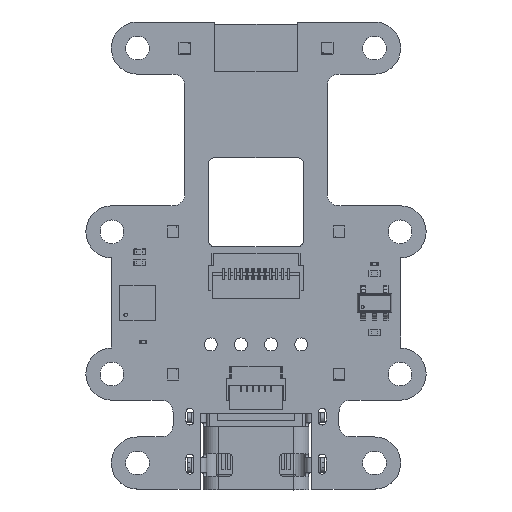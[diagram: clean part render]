
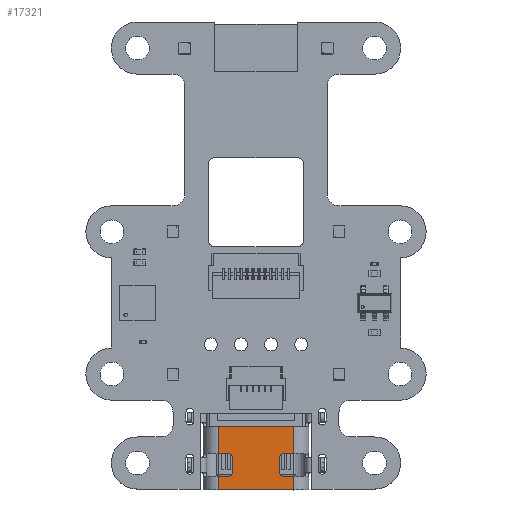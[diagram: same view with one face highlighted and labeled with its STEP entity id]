
A CAD part, top view. The second image highlights one B-rep face of the part: STEP entity #17321.
In plain terms, the highlighted face is planar.
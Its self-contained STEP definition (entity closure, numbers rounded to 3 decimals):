
#17321 = ADVANCED_FACE('',(#17322),#17456,.T.);
#17322 = FACE_BOUND('',#17323,.T.);
#17323 = EDGE_LOOP('',(#17324,#17335,#17343,#17352,#17360,#17368,#17376,
    #17384,#17392,#17401,#17409,#17418,#17426,#17434,#17442,#17450));
#17324 = ORIENTED_EDGE('',*,*,#17325,.F.);
#17325 = EDGE_CURVE('',#17326,#17328,#17330,.T.);
#17326 = VERTEX_POINT('',#17327);
#17327 = CARTESIAN_POINT('',(2.,-1.745,
    -1.4));
#17328 = VERTEX_POINT('',#17329);
#17329 = CARTESIAN_POINT('',(2.3,-1.445,
    -1.4));
#17330 = CIRCLE('',#17331,0.3);
#17331 = AXIS2_PLACEMENT_3D('',#17332,#17333,#17334);
#17332 = CARTESIAN_POINT('',(2.3,-1.745,
    -1.4));
#17333 = DIRECTION('',(0.,0.,-1.));
#17334 = DIRECTION('',(-1.,0.,0.));
#17335 = ORIENTED_EDGE('',*,*,#17336,.F.);
#17336 = EDGE_CURVE('',#17337,#17326,#17339,.T.);
#17337 = VERTEX_POINT('',#17338);
#17338 = CARTESIAN_POINT('',(2.,-3.045,
    -1.4));
#17339 = LINE('',#17340,#17341);
#17340 = CARTESIAN_POINT('',(2.,-3.045,
    -1.4));
#17341 = VECTOR('',#17342,1.);
#17342 = DIRECTION('',(0.,1.,0.));
#17343 = ORIENTED_EDGE('',*,*,#17344,.F.);
#17344 = EDGE_CURVE('',#17345,#17337,#17347,.T.);
#17345 = VERTEX_POINT('',#17346);
#17346 = CARTESIAN_POINT('',(2.3,-3.345,
    -1.4));
#17347 = CIRCLE('',#17348,0.3);
#17348 = AXIS2_PLACEMENT_3D('',#17349,#17350,#17351);
#17349 = CARTESIAN_POINT('',(2.3,-3.045,
    -1.4));
#17350 = DIRECTION('',(0.,0.,-1.));
#17351 = DIRECTION('',(1.,0.,0.));
#17352 = ORIENTED_EDGE('',*,*,#17353,.F.);
#17353 = EDGE_CURVE('',#17354,#17345,#17356,.T.);
#17354 = VERTEX_POINT('',#17355);
#17355 = CARTESIAN_POINT('',(3.17,-3.345,
    -1.4));
#17356 = LINE('',#17357,#17358);
#17357 = CARTESIAN_POINT('',(4.47,-3.345,
    -1.4));
#17358 = VECTOR('',#17359,1.);
#17359 = DIRECTION('',(-1.,0.,0.));
#17360 = ORIENTED_EDGE('',*,*,#17361,.F.);
#17361 = EDGE_CURVE('',#17362,#17354,#17364,.T.);
#17362 = VERTEX_POINT('',#17363);
#17363 = CARTESIAN_POINT('',(3.17,-4.495,
    -1.4));
#17364 = LINE('',#17365,#17366);
#17365 = CARTESIAN_POINT('',(3.17,-4.495,
    -1.4));
#17366 = VECTOR('',#17367,1.);
#17367 = DIRECTION('',(0.,1.,0.));
#17368 = ORIENTED_EDGE('',*,*,#17369,.F.);
#17369 = EDGE_CURVE('',#17370,#17362,#17372,.T.);
#17370 = VERTEX_POINT('',#17371);
#17371 = CARTESIAN_POINT('',(-3.17,-4.495,
    -1.4));
#17372 = LINE('',#17373,#17374);
#17373 = CARTESIAN_POINT('',(4.47,-4.495,
    -1.4));
#17374 = VECTOR('',#17375,1.);
#17375 = DIRECTION('',(1.,0.,0.));
#17376 = ORIENTED_EDGE('',*,*,#17377,.T.);
#17377 = EDGE_CURVE('',#17370,#17378,#17380,.T.);
#17378 = VERTEX_POINT('',#17379);
#17379 = CARTESIAN_POINT('',(-3.17,-3.345,
    -1.4));
#17380 = LINE('',#17381,#17382);
#17381 = CARTESIAN_POINT('',(-3.17,-4.495,
    -1.4));
#17382 = VECTOR('',#17383,1.);
#17383 = DIRECTION('',(0.,1.,0.));
#17384 = ORIENTED_EDGE('',*,*,#17385,.F.);
#17385 = EDGE_CURVE('',#17386,#17378,#17388,.T.);
#17386 = VERTEX_POINT('',#17387);
#17387 = CARTESIAN_POINT('',(-2.3,-3.345,
    -1.4));
#17388 = LINE('',#17389,#17390);
#17389 = CARTESIAN_POINT('',(-4.47,-3.345,
    -1.4));
#17390 = VECTOR('',#17391,1.);
#17391 = DIRECTION('',(-1.,0.,0.));
#17392 = ORIENTED_EDGE('',*,*,#17393,.F.);
#17393 = EDGE_CURVE('',#17394,#17386,#17396,.T.);
#17394 = VERTEX_POINT('',#17395);
#17395 = CARTESIAN_POINT('',(-2.,-3.045,
    -1.4));
#17396 = CIRCLE('',#17397,0.3);
#17397 = AXIS2_PLACEMENT_3D('',#17398,#17399,#17400);
#17398 = CARTESIAN_POINT('',(-2.3,-3.045,
    -1.4));
#17399 = DIRECTION('',(0.,0.,-1.));
#17400 = DIRECTION('',(-1.,0.,0.));
#17401 = ORIENTED_EDGE('',*,*,#17402,.F.);
#17402 = EDGE_CURVE('',#17403,#17394,#17405,.T.);
#17403 = VERTEX_POINT('',#17404);
#17404 = CARTESIAN_POINT('',(-2.,-1.745,
    -1.4));
#17405 = LINE('',#17406,#17407);
#17406 = CARTESIAN_POINT('',(-2.,-3.045,
    -1.4));
#17407 = VECTOR('',#17408,1.);
#17408 = DIRECTION('',(0.,-1.,0.));
#17409 = ORIENTED_EDGE('',*,*,#17410,.F.);
#17410 = EDGE_CURVE('',#17411,#17403,#17413,.T.);
#17411 = VERTEX_POINT('',#17412);
#17412 = CARTESIAN_POINT('',(-2.3,-1.445,
    -1.4));
#17413 = CIRCLE('',#17414,0.3);
#17414 = AXIS2_PLACEMENT_3D('',#17415,#17416,#17417);
#17415 = CARTESIAN_POINT('',(-2.3,-1.745,
    -1.4));
#17416 = DIRECTION('',(0.,0.,-1.));
#17417 = DIRECTION('',(1.,0.,0.));
#17418 = ORIENTED_EDGE('',*,*,#17419,.F.);
#17419 = EDGE_CURVE('',#17420,#17411,#17422,.T.);
#17420 = VERTEX_POINT('',#17421);
#17421 = CARTESIAN_POINT('',(-3.17,-1.445,
    -1.4));
#17422 = LINE('',#17423,#17424);
#17423 = CARTESIAN_POINT('',(-4.47,-1.445,
    -1.4));
#17424 = VECTOR('',#17425,1.);
#17425 = DIRECTION('',(1.,0.,0.));
#17426 = ORIENTED_EDGE('',*,*,#17427,.T.);
#17427 = EDGE_CURVE('',#17420,#17428,#17430,.T.);
#17428 = VERTEX_POINT('',#17429);
#17429 = CARTESIAN_POINT('',(-3.17,0.855,
    -1.4));
#17430 = LINE('',#17431,#17432);
#17431 = CARTESIAN_POINT('',(-3.17,-4.495,
    -1.4));
#17432 = VECTOR('',#17433,1.);
#17433 = DIRECTION('',(0.,1.,0.));
#17434 = ORIENTED_EDGE('',*,*,#17435,.F.);
#17435 = EDGE_CURVE('',#17436,#17428,#17438,.T.);
#17436 = VERTEX_POINT('',#17437);
#17437 = CARTESIAN_POINT('',(3.17,0.855,
    -1.4));
#17438 = LINE('',#17439,#17440);
#17439 = CARTESIAN_POINT('',(-4.47,0.855,
    -1.4));
#17440 = VECTOR('',#17441,1.);
#17441 = DIRECTION('',(-1.,0.,0.));
#17442 = ORIENTED_EDGE('',*,*,#17443,.F.);
#17443 = EDGE_CURVE('',#17444,#17436,#17446,.T.);
#17444 = VERTEX_POINT('',#17445);
#17445 = CARTESIAN_POINT('',(3.17,-1.445,
    -1.4));
#17446 = LINE('',#17447,#17448);
#17447 = CARTESIAN_POINT('',(3.17,-4.495,
    -1.4));
#17448 = VECTOR('',#17449,1.);
#17449 = DIRECTION('',(0.,1.,0.));
#17450 = ORIENTED_EDGE('',*,*,#17451,.F.);
#17451 = EDGE_CURVE('',#17328,#17444,#17452,.T.);
#17452 = LINE('',#17453,#17454);
#17453 = CARTESIAN_POINT('',(4.47,-1.445,
    -1.4));
#17454 = VECTOR('',#17455,1.);
#17455 = DIRECTION('',(1.,0.,0.));
#17456 = PLANE('',#17457);
#17457 = AXIS2_PLACEMENT_3D('',#17458,#17459,#17460);
#17458 = CARTESIAN_POINT('',(0.,-2.395,
    -1.4));
#17459 = DIRECTION('',(0.,0.,-1.));
#17460 = DIRECTION('',(1.,0.,0.));
